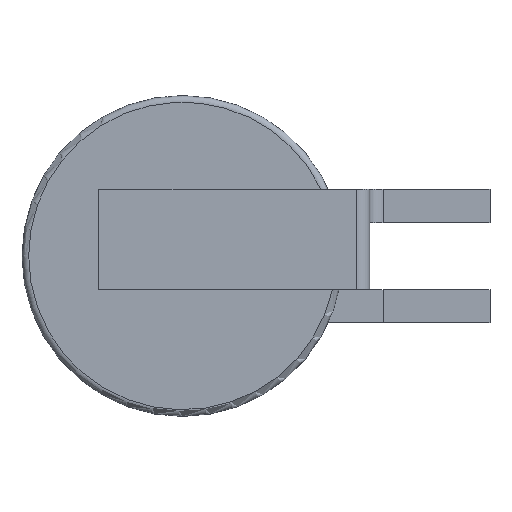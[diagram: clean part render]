
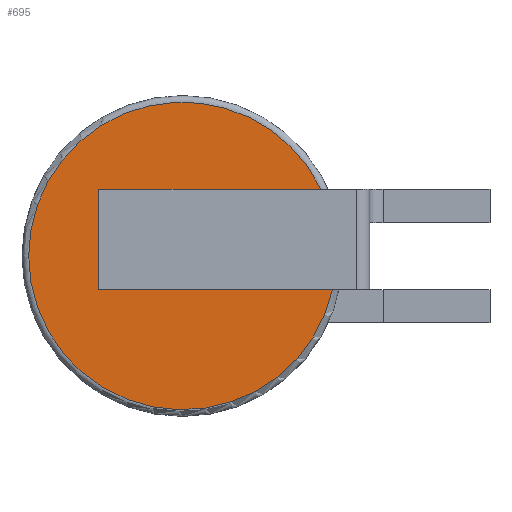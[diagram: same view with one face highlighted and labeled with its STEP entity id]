
A CAD part, top view. The second image highlights one B-rep face of the part: STEP entity #695.
In plain terms, the highlighted planar face has unit normal (0, 0, 1).
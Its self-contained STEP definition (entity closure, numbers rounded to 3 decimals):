
#24=CIRCLE('',#750,2.3);
#25=CIRCLE('',#751,2.3);
#61=FACE_OUTER_BOUND('',#99,.T.);
#99=EDGE_LOOP('',(#496,#497,#498,#499,#500));
#161=LINE('',#1080,#239);
#165=LINE('',#1091,#243);
#166=LINE('',#1093,#244);
#239=VECTOR('',#855,10.);
#243=VECTOR('',#865,10.);
#244=VECTOR('',#866,10.);
#313=VERTEX_POINT('',#1077);
#314=VERTEX_POINT('',#1079);
#318=VERTEX_POINT('',#1090);
#319=VERTEX_POINT('',#1092);
#320=VERTEX_POINT('',#1094);
#383=EDGE_CURVE('',#314,#313,#161,.T.);
#389=EDGE_CURVE('',#313,#318,#165,.T.);
#390=EDGE_CURVE('',#318,#319,#166,.T.);
#391=EDGE_CURVE('',#320,#319,#24,.T.);
#392=EDGE_CURVE('',#314,#320,#25,.T.);
#496=ORIENTED_EDGE('',*,*,#383,.T.);
#497=ORIENTED_EDGE('',*,*,#389,.T.);
#498=ORIENTED_EDGE('',*,*,#390,.T.);
#499=ORIENTED_EDGE('',*,*,#391,.F.);
#500=ORIENTED_EDGE('',*,*,#392,.F.);
#665=PLANE('',#749);
#695=ADVANCED_FACE('',(#61),#665,.T.);
#749=AXIS2_PLACEMENT_3D('',#1089,#863,#864);
#750=AXIS2_PLACEMENT_3D('',#1095,#867,#868);
#751=AXIS2_PLACEMENT_3D('',#1096,#869,#870);
#855=DIRECTION('',(-1.,0.,0.));
#863=DIRECTION('center_axis',(0.,0.,1.));
#864=DIRECTION('ref_axis',(1.,0.,0.));
#865=DIRECTION('',(0.,1.,0.));
#866=DIRECTION('',(1.,0.,0.));
#867=DIRECTION('center_axis',(0.,0.,-1.));
#868=DIRECTION('ref_axis',(-1.,0.,0.));
#869=DIRECTION('center_axis',(0.,0.,-1.));
#870=DIRECTION('ref_axis',(-1.,0.,0.));
#1077=CARTESIAN_POINT('',(-1.25,-0.5,0.));
#1079=CARTESIAN_POINT('',(2.245,-0.5,0.));
#1080=CARTESIAN_POINT('',(0.388,-0.5,0.));
#1089=CARTESIAN_POINT('Origin',(0.,0.,0.));
#1090=CARTESIAN_POINT('',(-1.25,1.,0.));
#1091=CARTESIAN_POINT('',(-1.25,0.5,0.));
#1092=CARTESIAN_POINT('',(2.071,1.,0.));
#1093=CARTESIAN_POINT('',(0.838,1.,0.));
#1094=CARTESIAN_POINT('',(-2.3,0.,0.));
#1095=CARTESIAN_POINT('Origin',(0.,0.,0.));
#1096=CARTESIAN_POINT('Origin',(0.,0.,0.));
